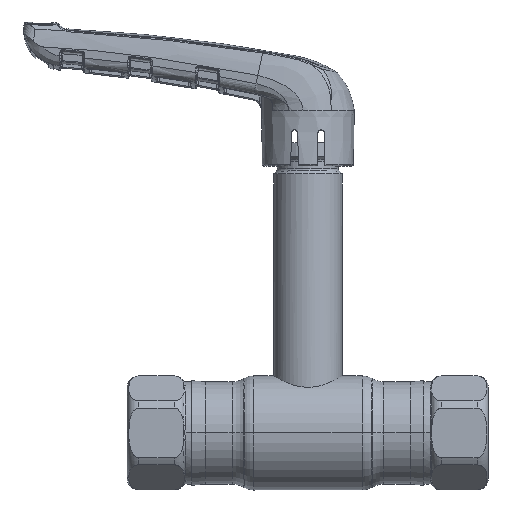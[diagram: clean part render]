
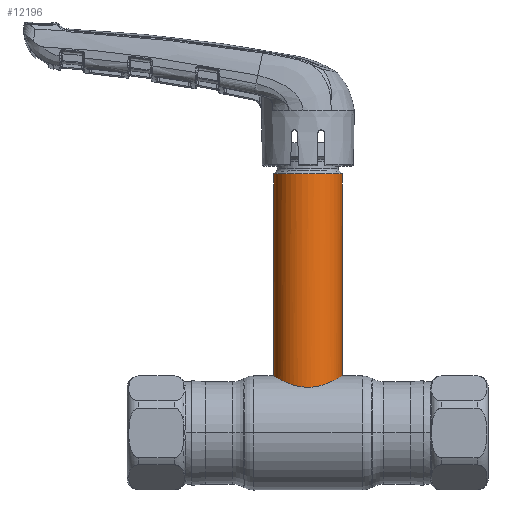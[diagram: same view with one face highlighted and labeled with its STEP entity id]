
A CAD part, top view. The second image highlights one B-rep face of the part: STEP entity #12196.
In plain terms, the highlighted cylindrical face has radius 9 mm (diameter 18 mm), a partial arc.
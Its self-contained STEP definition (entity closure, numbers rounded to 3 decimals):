
#3667 = CARTESIAN_POINT ( 'NONE',  ( 2.086, 12.176, 8.76 ) ) ;
#4918 = CARTESIAN_POINT ( 'NONE',  ( 8.509, 14.711, 2.947 ) ) ;
#5178 = VERTEX_POINT ( 'NONE', #5611 ) ;
#5611 = CARTESIAN_POINT ( 'NONE',  ( -9., 15., 0. ) ) ;
#5891 = EDGE_CURVE ( 'NONE', #11240, #5178, #21553, .T. ) ;
#6672 = EDGE_CURVE ( 'NONE', #24986, #47167, #41310, .T. ) ;
#7587 = CARTESIAN_POINT ( 'NONE',  ( -9., 0., 0. ) ) ;
#7882 = DIRECTION ( 'NONE',  ( 0., -1., 0. ) ) ;
#8200 = CARTESIAN_POINT ( 'NONE',  ( -7.781, 14.299, 4.56 ) ) ;
#9633 = CARTESIAN_POINT ( 'NONE',  ( 8.878, 14.927, 1.506 ) ) ;
#10074 = CARTESIAN_POINT ( 'NONE',  ( 9., 15., 0.305 ) ) ;
#11240 = VERTEX_POINT ( 'NONE', #51637 ) ;
#12196 = ADVANCED_FACE ( 'NONE', ( #25640 ), #35520, .T. ) ;
#13310 = CARTESIAN_POINT ( 'NONE',  ( -7.126, 13.954, 5.528 ) ) ;
#13527 = CARTESIAN_POINT ( 'NONE',  ( -4.543, 12.824, 7.791 ) ) ;
#13736 = CARTESIAN_POINT ( 'NONE',  ( 0.606, 12., 9. ) ) ;
#14123 = DIRECTION ( 'NONE',  ( 0., -1., 0. ) ) ;
#14138 = CARTESIAN_POINT ( 'NONE',  ( 8.685, 14.813, 2.378 ) ) ;
#14708 = DIRECTION ( 'NONE',  ( 0., -1., 0. ) ) ;
#17671 = CARTESIAN_POINT ( 'NONE',  ( 9., 68.119, 0. ) ) ;
#18027 = CARTESIAN_POINT ( 'NONE',  ( 2.378, 12.23, 8.685 ) ) ;
#18150 = ORIENTED_EDGE ( 'NONE', *, *, #6672, .F. ) ;
#18643 = CARTESIAN_POINT ( 'NONE',  ( 3.763, 12.574, 8.181 ) ) ;
#18756 = AXIS2_PLACEMENT_3D ( 'NONE', #58008, #14123, #48343 ) ;
#19268 = CARTESIAN_POINT ( 'NONE',  ( 6.756, 13.77, 5.953 ) ) ;
#21553 = LINE ( 'NONE', #7587, #62180 ) ;
#22943 = CARTESIAN_POINT ( 'NONE',  ( -6.758, 13.768, 5.971 ) ) ;
#23141 = CARTESIAN_POINT ( 'NONE',  ( -2.963, 12.35, 8.518 ) ) ;
#23900 = ORIENTED_EDGE ( 'NONE', *, *, #51876, .T. ) ;
#23954 = CARTESIAN_POINT ( 'NONE',  ( 6.56, 13.675, 6.169 ) ) ;
#24986 = VERTEX_POINT ( 'NONE', #17671 ) ;
#25640 = FACE_OUTER_BOUND ( 'NONE', #61286, .T. ) ;
#27282 = CARTESIAN_POINT ( 'NONE',  ( 0., 0., 0. ) ) ;
#27928 = EDGE_CURVE ( 'NONE', #5178, #47167, #41183, .T. ) ;
#28029 = CARTESIAN_POINT ( 'NONE',  ( -0.308, 12., 9. ) ) ;
#29025 = CARTESIAN_POINT ( 'NONE',  ( 9., 15., 0. ) ) ;
#29223 = CARTESIAN_POINT ( 'NONE',  ( 7.296, 14.043, 5.277 ) ) ;
#31311 = VECTOR ( 'NONE', #14708, 1000. ) ;
#32510 = CARTESIAN_POINT ( 'NONE',  ( -8.06, 14.454, 4.048 ) ) ;
#32728 = CARTESIAN_POINT ( 'NONE',  ( -8.938, 14.963, 1.209 ) ) ;
#32933 = CARTESIAN_POINT ( 'NONE',  ( -1.509, 12.091, 8.878 ) ) ;
#33382 = AXIS2_PLACEMENT_3D ( 'NONE', #27282, #7882, #54418 ) ;
#33797 = CARTESIAN_POINT ( 'NONE',  ( 5.948, 13.389, 6.778 ) ) ;
#34201 = CARTESIAN_POINT ( 'NONE',  ( 7.781, 14.299, 4.56 ) ) ;
#35520 = CYLINDRICAL_SURFACE ( 'NONE', #33382, 9. ) ;
#37666 = CARTESIAN_POINT ( 'NONE',  ( -8.519, 14.715, 2.961 ) ) ;
#37873 = CARTESIAN_POINT ( 'NONE',  ( 2.947, 12.353, 8.509 ) ) ;
#38097 = CARTESIAN_POINT ( 'NONE',  ( -6.15, 13.483, 6.577 ) ) ;
#38299 = CARTESIAN_POINT ( 'NONE',  ( -1.213, 12.057, 8.923 ) ) ;
#38938 = CARTESIAN_POINT ( 'NONE',  ( 8.923, 14.954, 1.21 ) ) ;
#39363 = CARTESIAN_POINT ( 'NONE',  ( 8.059, 14.454, 4.05 ) ) ;
#41183 = B_SPLINE_CURVE_WITH_KNOTS ( 'NONE', 3,
 ( #62756, #47734, #32728, #58023, #37666, #32510, #8200, #13310, #22943, #38097, #47532, #43006, #52458, #13527, #62542, #23141, #57398, #32933, #38299, #47954, #28029, #13736, #62327, #3667, #18027, #37873, #42802, #18643, #52871, #53474, #43428, #63605, #33797, #23954, #19268, #48561, #29223, #34201, #39363, #53903, #4918, #14138, #53277, #9633, #38938, #58855, #10074, #29025 ),
 .UNSPECIFIED., .F., .F.,
 ( 4, 2, 2, 2, 2, 2, 2, 2, 2, 2, 2, 2, 2, 2, 2, 2, 2, 2, 2, 2, 2, 2, 2, 4 ),
 ( 0., 0.002, 0.004, 0.005, 0.007, 0.008, 0.009, 0.011, 0.013, 0.014, 0.014, 0.016, 0.017, 0.018, 0.019, 0.02, 0.022, 0.023, 0.023, 0.025, 0.026, 0.027, 0.028, 0.029 ),
 .UNSPECIFIED. ) ;
#41310 = LINE ( 'NONE', #48916, #31311 ) ;
#41489 = ORIENTED_EDGE ( 'NONE', *, *, #5891, .T. ) ;
#42802 = CARTESIAN_POINT ( 'NONE',  ( 3.223, 12.423, 8.408 ) ) ;
#43006 = CARTESIAN_POINT ( 'NONE',  ( -5.492, 13.196, 7.136 ) ) ;
#43428 = CARTESIAN_POINT ( 'NONE',  ( 4.789, 12.918, 7.626 ) ) ;
#47167 = VERTEX_POINT ( 'NONE', #62624 ) ;
#47532 = CARTESIAN_POINT ( 'NONE',  ( -5.937, 13.387, 6.77 ) ) ;
#47734 = CARTESIAN_POINT ( 'NONE',  ( -9., 15., 0.611 ) ) ;
#47954 = CARTESIAN_POINT ( 'NONE',  ( -0.613, 12.012, 8.984 ) ) ;
#48048 = CIRCLE ( 'NONE', #18756, 9. ) ;
#48343 = DIRECTION ( 'NONE',  ( -1., 0., 0. ) ) ;
#48561 = CARTESIAN_POINT ( 'NONE',  ( 7.124, 13.954, 5.508 ) ) ;
#48916 = CARTESIAN_POINT ( 'NONE',  ( 9., 0., 0. ) ) ;
#50260 = ORIENTED_EDGE ( 'NONE', *, *, #27928, .T. ) ;
#51637 = CARTESIAN_POINT ( 'NONE',  ( -9., 68.119, 0. ) ) ;
#51876 = EDGE_CURVE ( 'NONE', #24986, #11240, #48048, .T. ) ;
#52458 = CARTESIAN_POINT ( 'NONE',  ( -5.259, 13.1, 7.309 ) ) ;
#52871 = CARTESIAN_POINT ( 'NONE',  ( 4.026, 12.655, 8.055 ) ) ;
#53277 = CARTESIAN_POINT ( 'NONE',  ( 8.759, 14.857, 2.09 ) ) ;
#53474 = CARTESIAN_POINT ( 'NONE',  ( 4.539, 12.827, 7.777 ) ) ;
#53903 = CARTESIAN_POINT ( 'NONE',  ( 8.406, 14.651, 3.229 ) ) ;
#54418 = DIRECTION ( 'NONE',  ( -1., 0., 0. ) ) ;
#57398 = CARTESIAN_POINT ( 'NONE',  ( -2.387, 12.221, 8.698 ) ) ;
#58008 = CARTESIAN_POINT ( 'NONE',  ( 0., 68.119, 0. ) ) ;
#58023 = CARTESIAN_POINT ( 'NONE',  ( -8.7, 14.821, 2.382 ) ) ;
#58855 = CARTESIAN_POINT ( 'NONE',  ( 8.984, 14.991, 0.611 ) ) ;
#60868 = DIRECTION ( 'NONE',  ( 0., -1., 0. ) ) ;
#61286 = EDGE_LOOP ( 'NONE', ( #18150, #23900, #41489, #50260 ) ) ;
#62180 = VECTOR ( 'NONE', #60868, 1000. ) ;
#62327 = CARTESIAN_POINT ( 'NONE',  ( 1.205, 12.046, 8.939 ) ) ;
#62542 = CARTESIAN_POINT ( 'NONE',  ( -4.037, 12.65, 8.065 ) ) ;
#62624 = CARTESIAN_POINT ( 'NONE',  ( 9., 15., 0. ) ) ;
#62756 = CARTESIAN_POINT ( 'NONE',  ( -9., 15., 0. ) ) ;
#63605 = CARTESIAN_POINT ( 'NONE',  ( 5.507, 13.196, 7.142 ) ) ;
